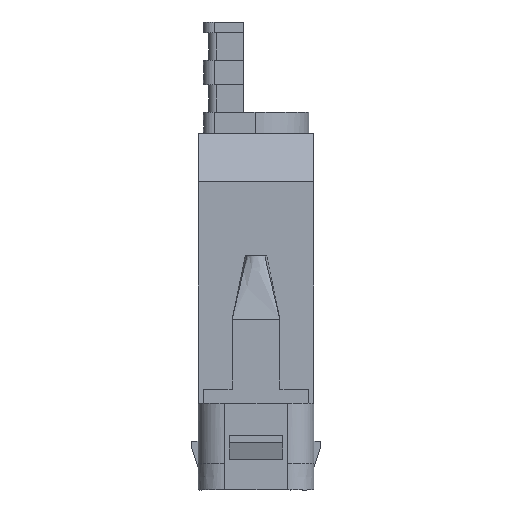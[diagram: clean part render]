
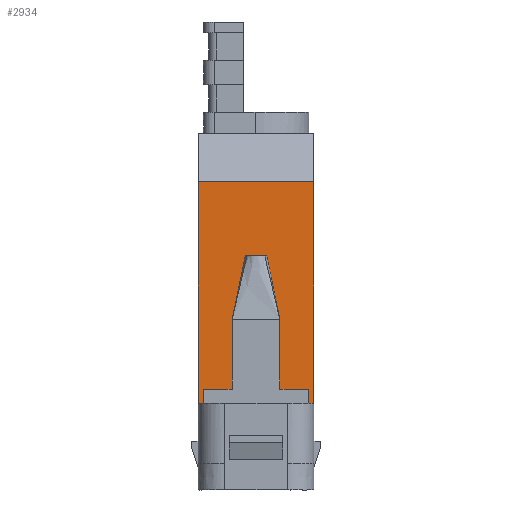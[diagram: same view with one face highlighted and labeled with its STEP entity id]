
A CAD part, left-side view. The second image highlights one B-rep face of the part: STEP entity #2934.
In plain terms, the highlighted planar face has unit normal (-1, 0, 0).
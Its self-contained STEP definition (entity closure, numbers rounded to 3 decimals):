
#2934=ADVANCED_FACE('',(#3698),#3331,.T.);
#3331=PLANE('',#11969);
#3698=FACE_OUTER_BOUND('',#4112,.T.);
#4112=EDGE_LOOP('',(#5281,#5282,#5283,#5284,#5285,#5286,#5287,#5288,#5289,
#5290,#5291,#5292,#5293,#5294));
#5281=ORIENTED_EDGE('',*,*,#7998,.F.);
#5282=ORIENTED_EDGE('',*,*,#8001,.F.);
#5283=ORIENTED_EDGE('',*,*,#8003,.T.);
#5284=ORIENTED_EDGE('',*,*,#8014,.T.);
#5285=ORIENTED_EDGE('',*,*,#7991,.F.);
#5286=ORIENTED_EDGE('',*,*,#8009,.T.);
#5287=ORIENTED_EDGE('',*,*,#8007,.T.);
#5288=ORIENTED_EDGE('',*,*,#8017,.T.);
#5289=ORIENTED_EDGE('',*,*,#7989,.F.);
#5290=ORIENTED_EDGE('',*,*,#8020,.T.);
#5291=ORIENTED_EDGE('',*,*,#8025,.F.);
#5292=ORIENTED_EDGE('',*,*,#8026,.T.);
#5293=ORIENTED_EDGE('',*,*,#8027,.T.);
#5294=ORIENTED_EDGE('',*,*,#8021,.T.);
#7077=VERTEX_POINT('',#15672);
#7078=VERTEX_POINT('',#15674);
#7079=VERTEX_POINT('',#15678);
#7080=VERTEX_POINT('',#15679);
#7083=VERTEX_POINT('',#15706);
#7086=VERTEX_POINT('',#15711);
#7088=VERTEX_POINT('',#15717);
#7089=VERTEX_POINT('',#15726);
#7093=VERTEX_POINT('',#15735);
#7094=VERTEX_POINT('',#15737);
#7098=VERTEX_POINT('',#15858);
#7099=VERTEX_POINT('',#15861);
#7102=VERTEX_POINT('',#15869);
#7103=VERTEX_POINT('',#15871);
#7989=EDGE_CURVE('',#7077,#7078,#9626,.T.);
#7991=EDGE_CURVE('',#7079,#7080,#9628,.T.);
#7998=EDGE_CURVE('',#7086,#7083,#9632,.T.);
#8001=EDGE_CURVE('',#7088,#7086,#9635,.T.);
#8003=EDGE_CURVE('',#7088,#7089,#9636,.T.);
#8007=EDGE_CURVE('',#7094,#7093,#9640,.T.);
#8009=EDGE_CURVE('',#7079,#7094,#8623,.T.);
#8014=EDGE_CURVE('',#7089,#7080,#8628,.T.);
#8017=EDGE_CURVE('',#7093,#7078,#9643,.T.);
#8020=EDGE_CURVE('',#7077,#7098,#9645,.T.);
#8021=EDGE_CURVE('',#7099,#7083,#9646,.T.);
#8025=EDGE_CURVE('',#7102,#7098,#9649,.T.);
#8026=EDGE_CURVE('',#7102,#7103,#9650,.T.);
#8027=EDGE_CURVE('',#7103,#7099,#9651,.T.);
#8623=B_SPLINE_CURVE_WITH_KNOTS('',3,(#15747,#15748,#15749,#15750,#15751,
#15752,#15753,#15754,#15755,#15756,#15757,#15758,#15759),.UNSPECIFIED.,
 .F.,.F.,(4,3,3,3,4),(0.,0.356,0.676,0.996,
1.),.UNSPECIFIED.);
#8628=B_SPLINE_CURVE_WITH_KNOTS('',1,(#15833,#15834),.UNSPECIFIED.,.F.,
 .F.,(2,2),(0.,1.),.UNSPECIFIED.);
#9626=LINE('',#15673,#10627);
#9628=LINE('',#15677,#10629);
#9632=LINE('',#15712,#10633);
#9635=LINE('',#15718,#10636);
#9636=LINE('',#15728,#10637);
#9640=LINE('',#15736,#10641);
#9643=LINE('',#15852,#10644);
#9645=LINE('',#15859,#10646);
#9646=LINE('',#15860,#10647);
#9649=LINE('',#15868,#10650);
#9650=LINE('',#15870,#10651);
#9651=LINE('',#15872,#10652);
#10627=VECTOR('',#13306,1.);
#10629=VECTOR('',#13310,1.);
#10633=VECTOR('',#13316,1.);
#10636=VECTOR('',#13321,1.);
#10637=VECTOR('',#13324,1.);
#10641=VECTOR('',#13330,1.);
#10644=VECTOR('',#13337,1.);
#10646=VECTOR('',#13343,1.);
#10647=VECTOR('',#13344,1.);
#10650=VECTOR('',#13351,1.);
#10651=VECTOR('',#13352,1.);
#10652=VECTOR('',#13353,1.);
#11969=AXIS2_PLACEMENT_3D('',#15873,#13354,#13355);
#13306=DIRECTION('',(0.,0.,1.));
#13310=DIRECTION('',(0.,1.,0.));
#13316=DIRECTION('',(0.,0.,-1.));
#13321=DIRECTION('',(0.,1.,0.));
#13324=DIRECTION('',(0.,0.,1.));
#13330=DIRECTION('',(0.,0.,-1.));
#13337=DIRECTION('',(0.,-1.,0.));
#13343=DIRECTION('',(0.,-1.,0.));
#13344=DIRECTION('',(0.,-1.,0.));
#13351=DIRECTION('',(0.,0.,-1.));
#13352=DIRECTION('',(0.,1.,0.));
#13353=DIRECTION('',(0.,0.,-1.));
#13354=DIRECTION('',(-1.,0.,0.));
#13355=DIRECTION('',(0.,-1.,0.));
#15672=CARTESIAN_POINT('',(33.925,-86.545,-41.351));
#15673=CARTESIAN_POINT('',(33.925,-86.545,-41.451));
#15674=CARTESIAN_POINT('',(33.925,-86.545,-38.651));
#15677=CARTESIAN_POINT('',(33.925,-65.445,-13.451));
#15678=CARTESIAN_POINT('',(33.925,-78.645,-13.451));
#15679=CARTESIAN_POINT('',(33.925,-74.645,-13.451));
#15706=CARTESIAN_POINT('',(33.925,-66.745,-41.351));
#15711=CARTESIAN_POINT('',(33.925,-66.745,-38.651));
#15712=CARTESIAN_POINT('',(33.925,-66.745,-41.451));
#15717=CARTESIAN_POINT('',(33.925,-72.145,-38.651));
#15718=CARTESIAN_POINT('',(33.925,-65.445,-38.651));
#15726=CARTESIAN_POINT('',(33.925,-72.145,-25.551));
#15728=CARTESIAN_POINT('',(33.925,-72.145,-41.451));
#15735=CARTESIAN_POINT('',(33.925,-81.145,-38.651));
#15736=CARTESIAN_POINT('',(33.925,-81.145,-41.451));
#15737=CARTESIAN_POINT('',(33.925,-81.145,-25.551));
#15747=CARTESIAN_POINT('',(33.925,-78.645,-13.451));
#15748=CARTESIAN_POINT('',(33.925,-78.942,-14.888));
#15749=CARTESIAN_POINT('',(33.925,-79.239,-16.326));
#15750=CARTESIAN_POINT('',(33.925,-79.536,-17.763));
#15751=CARTESIAN_POINT('',(33.925,-79.802,-19.053));
#15752=CARTESIAN_POINT('',(33.925,-80.069,-20.342));
#15753=CARTESIAN_POINT('',(33.925,-80.335,-21.632));
#15754=CARTESIAN_POINT('',(33.925,-80.602,-22.922));
#15755=CARTESIAN_POINT('',(33.925,-80.868,-24.211));
#15756=CARTESIAN_POINT('',(33.925,-81.135,-25.501));
#15757=CARTESIAN_POINT('',(33.925,-81.138,-25.518));
#15758=CARTESIAN_POINT('',(33.925,-81.141,-25.534));
#15759=CARTESIAN_POINT('',(33.925,-81.145,-25.551));
#15833=CARTESIAN_POINT('',(33.925,-72.145,-25.551));
#15834=CARTESIAN_POINT('',(33.925,-74.645,-13.451));
#15852=CARTESIAN_POINT('',(33.925,-81.205,-38.651));
#15858=CARTESIAN_POINT('',(33.925,-87.545,-41.351));
#15859=CARTESIAN_POINT('',(33.925,-65.445,-41.351));
#15860=CARTESIAN_POINT('',(33.925,-88.624,-41.351));
#15861=CARTESIAN_POINT('',(33.925,-65.745,-41.351));
#15868=CARTESIAN_POINT('',(33.925,-87.545,-57.981));
#15869=CARTESIAN_POINT('',(33.925,-87.545,0.398));
#15870=CARTESIAN_POINT('',(33.925,-65.745,0.398));
#15871=CARTESIAN_POINT('',(33.925,-65.745,0.398));
#15872=CARTESIAN_POINT('',(33.925,-65.745,-57.981));
#15873=CARTESIAN_POINT('',(33.925,-65.445,-41.451));
